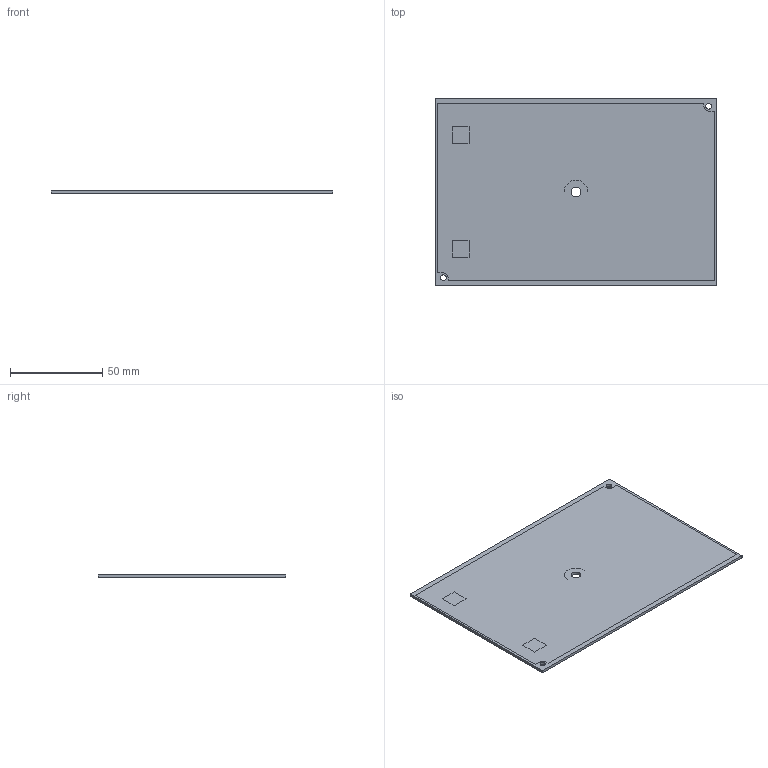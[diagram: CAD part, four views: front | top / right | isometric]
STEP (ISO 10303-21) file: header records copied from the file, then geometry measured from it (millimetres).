
FILE_DESCRIPTION (( 'STEP AP203' ), '1' );
FILE_NAME ('WDBR7-I (Solder Pads).STEP', '2018-10-15T10:48:49', ( '' ), ( '' ), 'SwSTEP 2.0', 'SolidWorks 2015', '' );
FILE_SCHEMA (( 'CONFIG_CONTROL_DESIGN' ));
Length unit declared in the file: millimetre
Products named in the file (1): WDBR7-I (Solder Pads)
Bounding box: 152.4 x 101.6 x 1.5 mm (x, y, z)
Volume: 23172.9 mm3; surface area: 31710.3 mm2
Topology: 1 solids, 1 shells, 40 faces, 102 edges, 68 vertices
Faces by surface type: plane 26, cylinder 14
Entity records: 1303 total; most frequent: DIRECTION 212, CARTESIAN_POINT 211, ORIENTED_EDGE 204, EDGE_CURVE 102, LINE 74, VECTOR 74, AXIS2_PLACEMENT_3D 69, VERTEX_POINT 68
